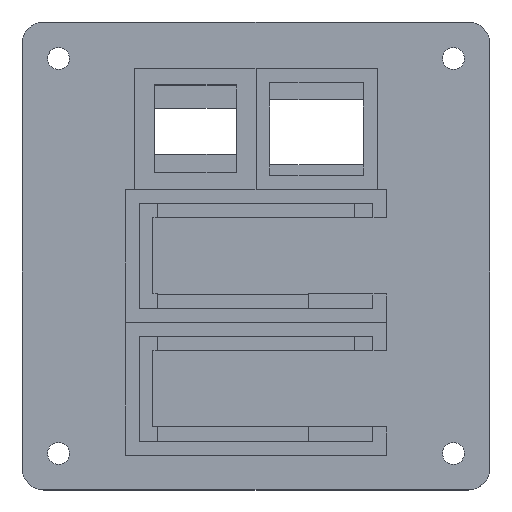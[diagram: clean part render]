
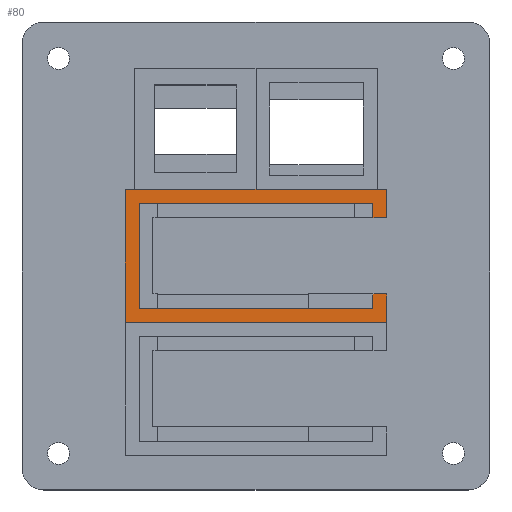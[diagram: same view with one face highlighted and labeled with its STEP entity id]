
A CAD part, top view. The second image highlights one B-rep face of the part: STEP entity #80.
In plain terms, the highlighted planar face has unit normal (0, 0, 1).
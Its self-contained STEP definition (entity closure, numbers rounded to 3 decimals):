
#80=ADVANCED_FACE('',(#199),#1873,.T.);
#199=FACE_OUTER_BOUND('',#329,.T.);
#329=EDGE_LOOP('',(#654,#655,#656,#657,#658,#659,#660,#661,#662,#663,#664,
#665,#666,#667,#668));
#654=ORIENTED_EDGE('',*,*,#1150,.F.);
#655=ORIENTED_EDGE('',*,*,#1144,.F.);
#656=ORIENTED_EDGE('',*,*,#1147,.F.);
#657=ORIENTED_EDGE('',*,*,#1149,.F.);
#658=ORIENTED_EDGE('',*,*,#1110,.T.);
#659=ORIENTED_EDGE('',*,*,#1151,.T.);
#660=ORIENTED_EDGE('',*,*,#1223,.T.);
#661=ORIENTED_EDGE('',*,*,#1315,.T.);
#662=ORIENTED_EDGE('',*,*,#1314,.T.);
#663=ORIENTED_EDGE('',*,*,#1313,.T.);
#664=ORIENTED_EDGE('',*,*,#1152,.T.);
#665=ORIENTED_EDGE('',*,*,#1153,.T.);
#666=ORIENTED_EDGE('',*,*,#1154,.T.);
#667=ORIENTED_EDGE('',*,*,#1119,.T.);
#668=ORIENTED_EDGE('',*,*,#1106,.F.);
#1106=EDGE_CURVE('',#1702,#1701,#1425,.T.);
#1110=EDGE_CURVE('',#1704,#1703,#1429,.T.);
#1119=EDGE_CURVE('',#1709,#1701,#1438,.T.);
#1144=EDGE_CURVE('',#1723,#1722,#1463,.T.);
#1147=EDGE_CURVE('',#1724,#1723,#1466,.T.);
#1149=EDGE_CURVE('',#1704,#1724,#1468,.T.);
#1150=EDGE_CURVE('',#1722,#1702,#1469,.T.);
#1151=EDGE_CURVE('',#1703,#1728,#1470,.T.);
#1152=EDGE_CURVE('',#1727,#1725,#1471,.T.);
#1153=EDGE_CURVE('',#1725,#1726,#1472,.T.);
#1154=EDGE_CURVE('',#1726,#1709,#1473,.T.);
#1223=EDGE_CURVE('',#1728,#1815,#1542,.T.);
#1313=EDGE_CURVE('',#1817,#1727,#1632,.T.);
#1314=EDGE_CURVE('',#1816,#1817,#1633,.T.);
#1315=EDGE_CURVE('',#1815,#1816,#1634,.T.);
#1425=B_SPLINE_CURVE_WITH_KNOTS('',1,(#2809,#2810),.UNSPECIFIED.,.F.,.F.,
(2,2),(30.799,30.924),.UNSPECIFIED.);
#1429=B_SPLINE_CURVE_WITH_KNOTS('',1,(#2817,#2818),.UNSPECIFIED.,.F.,.F.,
(2,2),(-49.105,-46.105),.UNSPECIFIED.);
#1438=B_SPLINE_CURVE_WITH_KNOTS('',1,(#2835,#2836),.UNSPECIFIED.,.F.,.F.,
(2,2),(-152.307,-149.307),.UNSPECIFIED.);
#1463=B_SPLINE_CURVE_WITH_KNOTS('',1,(#2885,#2886),.UNSPECIFIED.,.F.,.F.,
(2,2),(33.699,34.599),.UNSPECIFIED.);
#1466=B_SPLINE_CURVE_WITH_KNOTS('',1,(#2891,#2892),.UNSPECIFIED.,.F.,.F.,
(2,2),(31.699,33.699),.UNSPECIFIED.);
#1468=B_SPLINE_CURVE_WITH_KNOTS('',1,(#2895,#2896),.UNSPECIFIED.,.F.,.F.,
(2,2),(31.574,31.699),.UNSPECIFIED.);
#1469=B_SPLINE_CURVE_WITH_KNOTS('',1,(#2897,#2898),.UNSPECIFIED.,.F.,.F.,
(2,2),(28.799,30.799),.UNSPECIFIED.);
#1470=B_SPLINE_CURVE_WITH_KNOTS('',1,(#2899,#2900),.UNSPECIFIED.,.F.,.F.,
(2,2),(-46.105,-44.384),.UNSPECIFIED.);
#1471=B_SPLINE_CURVE_WITH_KNOTS('',1,(#2901,#2902),.UNSPECIFIED.,.F.,.F.,
(2,2),(2.284,10.329),.UNSPECIFIED.);
#1472=B_SPLINE_CURVE_WITH_KNOTS('',1,(#2903,#2904,#2905),.UNSPECIFIED.,
 .F.,.F.,(2,1,2),(10.329,60.319,62.063),
 .UNSPECIFIED.);
#1473=B_SPLINE_CURVE_WITH_KNOTS('',1,(#2906,#2907),.UNSPECIFIED.,.F.,.F.,
(2,2),(62.063,63.784),.UNSPECIFIED.);
#1542=B_SPLINE_CURVE_WITH_KNOTS('',1,(#3045,#3046),.UNSPECIFIED.,.F.,.F.,
(2,2),(61.8,62.333),.UNSPECIFIED.);
#1632=B_SPLINE_CURVE_WITH_KNOTS('',1,(#3225,#3226),.UNSPECIFIED.,.F.,.F.,
(2,2),(64.405,64.938),.UNSPECIFIED.);
#1633=B_SPLINE_CURVE_WITH_KNOTS('',1,(#3227,#3228),.UNSPECIFIED.,.F.,.F.,
(2,2),(63.369,64.405),.UNSPECIFIED.);
#1634=B_SPLINE_CURVE_WITH_KNOTS('',1,(#3229,#3230),.UNSPECIFIED.,.F.,.F.,
(2,2),(62.333,63.369),.UNSPECIFIED.);
#1701=VERTEX_POINT('',#2474);
#1702=VERTEX_POINT('',#2475);
#1703=VERTEX_POINT('',#2476);
#1704=VERTEX_POINT('',#2477);
#1709=VERTEX_POINT('',#2482);
#1722=VERTEX_POINT('',#2495);
#1723=VERTEX_POINT('',#2496);
#1724=VERTEX_POINT('',#2497);
#1725=VERTEX_POINT('',#2498);
#1726=VERTEX_POINT('',#2499);
#1727=VERTEX_POINT('',#2500);
#1728=VERTEX_POINT('',#2501);
#1815=VERTEX_POINT('',#2588);
#1816=VERTEX_POINT('',#2589);
#1817=VERTEX_POINT('',#2590);
#1873=PLANE('',#1996);
#1996=AXIS2_PLACEMENT_3D('',#2296,#2102,$);
#2102=DIRECTION('',(0.,0.,1.));
#2296=CARTESIAN_POINT('',(95.622,-102.31,7.));
#2474=CARTESIAN_POINT('',(149.422,-96.135,7.));
#2475=CARTESIAN_POINT('',(149.422,-99.31,7.));
#2476=CARTESIAN_POINT('',(152.422,-79.625,7.));
#2477=CARTESIAN_POINT('',(149.422,-79.625,7.));
#2482=CARTESIAN_POINT('',(152.422,-96.135,7.));
#2495=CARTESIAN_POINT('',(98.622,-99.31,7.));
#2496=CARTESIAN_POINT('',(98.622,-76.45,7.));
#2497=CARTESIAN_POINT('',(149.422,-76.45,7.));
#2498=CARTESIAN_POINT('',(95.622,-102.31,7.));
#2499=CARTESIAN_POINT('',(152.422,-102.31,7.));
#2500=CARTESIAN_POINT('',(95.622,-73.45,7.));
#2501=CARTESIAN_POINT('',(152.422,-73.45,7.));
#2588=CARTESIAN_POINT('',(150.342,-73.45,7.));
#2589=CARTESIAN_POINT('',(124.022,-73.45,7.));
#2590=CARTESIAN_POINT('',(97.702,-73.45,7.));
#2809=CARTESIAN_POINT('',(149.422,-99.31,7.));
#2810=CARTESIAN_POINT('',(149.422,-96.135,7.));
#2817=CARTESIAN_POINT('',(149.422,-79.625,7.));
#2818=CARTESIAN_POINT('',(152.422,-79.625,7.));
#2835=CARTESIAN_POINT('',(152.422,-96.135,7.));
#2836=CARTESIAN_POINT('',(149.422,-96.135,7.));
#2885=CARTESIAN_POINT('',(98.622,-76.45,7.));
#2886=CARTESIAN_POINT('',(98.622,-99.31,7.));
#2891=CARTESIAN_POINT('',(149.422,-76.45,7.));
#2892=CARTESIAN_POINT('',(98.622,-76.45,7.));
#2895=CARTESIAN_POINT('',(149.422,-79.625,7.));
#2896=CARTESIAN_POINT('',(149.422,-76.45,7.));
#2897=CARTESIAN_POINT('',(98.622,-99.31,7.));
#2898=CARTESIAN_POINT('',(149.422,-99.31,7.));
#2899=CARTESIAN_POINT('',(152.422,-79.625,7.));
#2900=CARTESIAN_POINT('',(152.422,-73.45,7.));
#2901=CARTESIAN_POINT('',(95.622,-73.45,7.));
#2902=CARTESIAN_POINT('',(95.622,-102.31,7.));
#2903=CARTESIAN_POINT('',(95.622,-102.31,7.));
#2904=CARTESIAN_POINT('',(145.612,-102.31,7.));
#2905=CARTESIAN_POINT('',(152.422,-102.31,7.));
#2906=CARTESIAN_POINT('',(152.422,-102.31,7.));
#2907=CARTESIAN_POINT('',(152.422,-96.135,7.));
#3045=CARTESIAN_POINT('',(152.422,-73.45,7.));
#3046=CARTESIAN_POINT('',(150.342,-73.45,7.));
#3225=CARTESIAN_POINT('',(97.702,-73.45,7.));
#3226=CARTESIAN_POINT('',(95.622,-73.45,7.));
#3227=CARTESIAN_POINT('',(124.022,-73.45,7.));
#3228=CARTESIAN_POINT('',(97.702,-73.45,7.));
#3229=CARTESIAN_POINT('',(150.342,-73.45,7.));
#3230=CARTESIAN_POINT('',(124.022,-73.45,7.));
